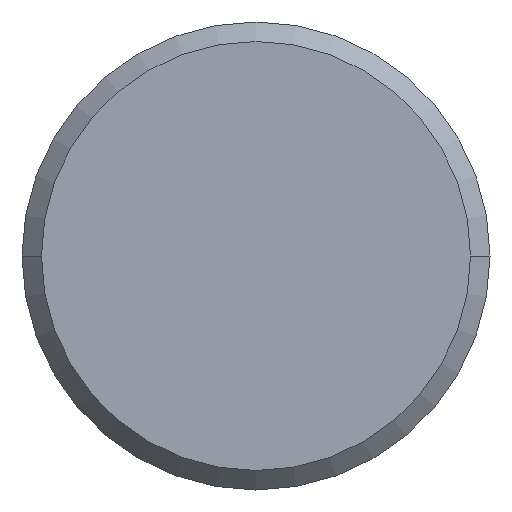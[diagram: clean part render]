
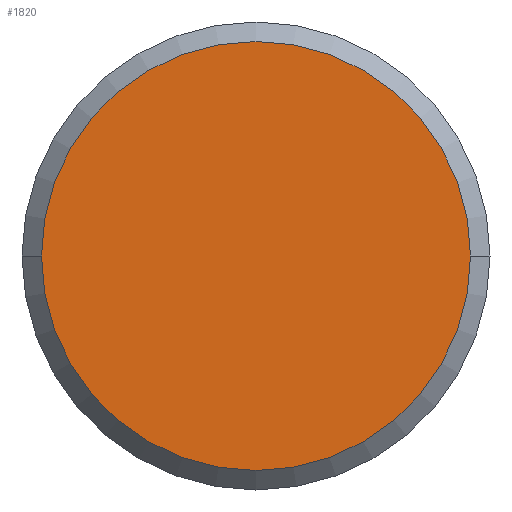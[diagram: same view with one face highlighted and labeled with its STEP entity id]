
A CAD part, front view. The second image highlights one B-rep face of the part: STEP entity #1820.
In plain terms, the highlighted planar face has unit normal (0, -1, 0).
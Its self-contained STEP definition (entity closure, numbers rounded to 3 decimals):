
#589=CARTESIAN_POINT('',(0.,-35.,0.));
#590=DIRECTION('',(0.,1.,0.));
#591=DIRECTION('',(-1.,0.,0.));
#592=AXIS2_PLACEMENT_3D('',#589,#590,#591);
#594=CARTESIAN_POINT('',(0.,-35.,0.));
#595=DIRECTION('',(0.,-1.,0.));
#596=DIRECTION('',(-1.,0.,0.));
#597=AXIS2_PLACEMENT_3D('',#594,#595,#596);
#607=CARTESIAN_POINT('',(-8.25,-35.,0.));
#608=VERTEX_POINT('',#607);
#609=CARTESIAN_POINT('',(8.25,-35.,0.));
#610=VERTEX_POINT('',#609);
#1811=CARTESIAN_POINT('',(0.,-35.,0.));
#1812=DIRECTION('',(0.,-1.,0.));
#1813=DIRECTION('',(1.,0.,0.));
#1814=AXIS2_PLACEMENT_3D('',#1811,#1812,#1813);
#1815=PLANE('',#1814);
#1816=ORIENTED_EDGE('',*,*,#1779,.T.);
#1817=ORIENTED_EDGE('',*,*,#1797,.F.);
#1818=EDGE_LOOP('',(#1816,#1817));
#1819=FACE_OUTER_BOUND('',#1818,.F.);
#1820=ADVANCED_FACE('',(#1819),#1815,.T.);
#593=CIRCLE('',#592,8.25);
#598=CIRCLE('',#597,8.25);
#1779=EDGE_CURVE('',#608,#610,#593,.T.);
#1797=EDGE_CURVE('',#608,#610,#598,.T.);
